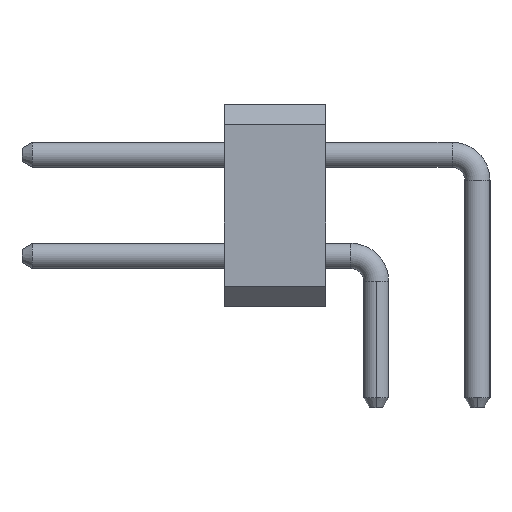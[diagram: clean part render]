
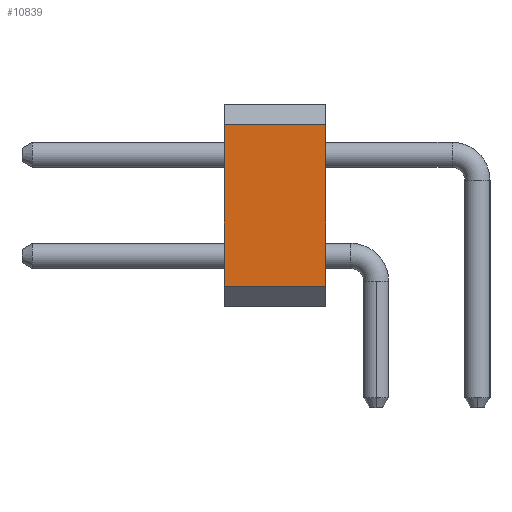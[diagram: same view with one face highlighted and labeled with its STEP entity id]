
A CAD part, left-side view. The second image highlights one B-rep face of the part: STEP entity #10839.
In plain terms, the highlighted planar face has unit normal (-1, 0, 0).
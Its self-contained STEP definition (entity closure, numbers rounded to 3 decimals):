
#773 = CARTESIAN_POINT ( 'NONE',  ( 0.1, 0., 0.4 ) ) ;
#948 = CARTESIAN_POINT ( 'NONE',  ( 0.1, 2., 3.6 ) ) ;
#1239 = DIRECTION ( 'NONE',  ( 0., 1., 0. ) ) ;
#2431 = AXIS2_PLACEMENT_3D ( 'NONE', #8915, #11336, #9025 ) ;
#3130 = DIRECTION ( 'NONE',  ( 0., 0., -1. ) ) ;
#3252 = EDGE_CURVE ( 'NONE', #9698, #9878, #3384, .T. ) ;
#3384 = LINE ( 'NONE', #8720, #9840 ) ;
#4411 = DIRECTION ( 'NONE',  ( 0., 0., -1. ) ) ;
#4563 = LINE ( 'NONE', #8059, #12947 ) ;
#5853 = CARTESIAN_POINT ( 'NONE',  ( 0.1, 2., 0.4 ) ) ;
#5946 = CARTESIAN_POINT ( 'NONE',  ( 0.1, 2., 0.4 ) ) ;
#7788 = CARTESIAN_POINT ( 'NONE',  ( 0.1, 0., 3.6 ) ) ;
#8059 = CARTESIAN_POINT ( 'NONE',  ( 0.1, 2., 4. ) ) ;
#8100 = ORIENTED_EDGE ( 'NONE', *, *, #12026, .F. ) ;
#8386 = VERTEX_POINT ( 'NONE', #5853 ) ;
#8444 = DIRECTION ( 'NONE',  ( 0., -1., 0. ) ) ;
#8459 = LINE ( 'NONE', #15452, #11002 ) ;
#8635 = VERTEX_POINT ( 'NONE', #773 ) ;
#8720 = CARTESIAN_POINT ( 'NONE',  ( 0.1, 2., 3.6 ) ) ;
#8793 = EDGE_LOOP ( 'NONE', ( #12188, #12741, #16074, #8100 ) ) ;
#8915 = CARTESIAN_POINT ( 'NONE',  ( 0.1, -3.25, 4. ) ) ;
#9025 = DIRECTION ( 'NONE',  ( 0., 0., -1. ) ) ;
#9698 = VERTEX_POINT ( 'NONE', #7788 ) ;
#9840 = VECTOR ( 'NONE', #1239, 1000. ) ;
#9872 = EDGE_CURVE ( 'NONE', #8386, #8635, #9970, .T. ) ;
#9878 = VERTEX_POINT ( 'NONE', #948 ) ;
#9970 = LINE ( 'NONE', #5946, #11552 ) ;
#10495 = EDGE_CURVE ( 'NONE', #9878, #8386, #4563, .T. ) ;
#10839 = ADVANCED_FACE ( 'NONE', ( #12154 ), #15213, .F. ) ;
#11002 = VECTOR ( 'NONE', #3130, 1000. ) ;
#11336 = DIRECTION ( 'NONE',  ( 1., 0., 0. ) ) ;
#11552 = VECTOR ( 'NONE', #8444, 1000. ) ;
#12026 = EDGE_CURVE ( 'NONE', #9698, #8635, #8459, .T. ) ;
#12154 = FACE_OUTER_BOUND ( 'NONE', #8793, .T. ) ;
#12188 = ORIENTED_EDGE ( 'NONE', *, *, #3252, .T. ) ;
#12741 = ORIENTED_EDGE ( 'NONE', *, *, #10495, .T. ) ;
#12947 = VECTOR ( 'NONE', #4411, 1000. ) ;
#15213 = PLANE ( 'NONE',  #2431 ) ;
#15452 = CARTESIAN_POINT ( 'NONE',  ( 0.1, 0., 0. ) ) ;
#16074 = ORIENTED_EDGE ( 'NONE', *, *, #9872, .T. ) ;
